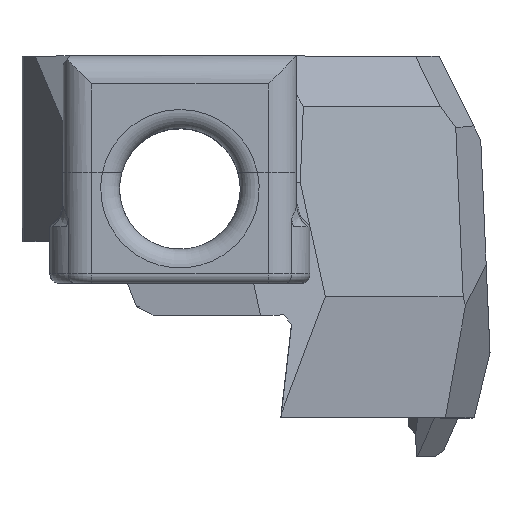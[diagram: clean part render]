
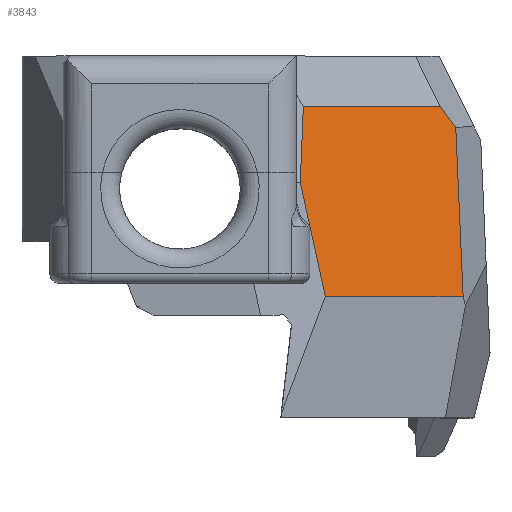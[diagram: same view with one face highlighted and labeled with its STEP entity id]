
A CAD part, top view. The second image highlights one B-rep face of the part: STEP entity #3843.
In plain terms, the highlighted planar face has unit normal (0.626, 0.07, 0.776).
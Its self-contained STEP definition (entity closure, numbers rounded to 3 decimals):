
#330=FACE_OUTER_BOUND('',#539,.T.);
#539=EDGE_LOOP('',(#2847,#2848,#2849,#2850,#2851,#2852));
#850=LINE('',#6030,#1270);
#851=LINE('',#6032,#1271);
#852=LINE('',#6034,#1272);
#853=LINE('',#6036,#1273);
#854=LINE('',#6038,#1274);
#855=LINE('',#6039,#1275);
#1270=VECTOR('',#4707,10.);
#1271=VECTOR('',#4708,10.);
#1272=VECTOR('',#4709,10.);
#1273=VECTOR('',#4710,10.);
#1274=VECTOR('',#4711,10.);
#1275=VECTOR('',#4712,10.);
#1683=VERTEX_POINT('',#6028);
#1684=VERTEX_POINT('',#6029);
#1685=VERTEX_POINT('',#6031);
#1686=VERTEX_POINT('',#6033);
#1687=VERTEX_POINT('',#6035);
#1688=VERTEX_POINT('',#6037);
#2124=EDGE_CURVE('',#1683,#1684,#850,.F.);
#2125=EDGE_CURVE('',#1685,#1683,#851,.T.);
#2126=EDGE_CURVE('',#1686,#1685,#852,.T.);
#2127=EDGE_CURVE('',#1686,#1687,#853,.F.);
#2128=EDGE_CURVE('',#1688,#1687,#854,.T.);
#2129=EDGE_CURVE('',#1684,#1688,#855,.T.);
#2847=ORIENTED_EDGE('',*,*,#2124,.F.);
#2848=ORIENTED_EDGE('',*,*,#2125,.F.);
#2849=ORIENTED_EDGE('',*,*,#2126,.F.);
#2850=ORIENTED_EDGE('',*,*,#2127,.T.);
#2851=ORIENTED_EDGE('',*,*,#2128,.F.);
#2852=ORIENTED_EDGE('',*,*,#2129,.F.);
#3685=PLANE('',#4121);
#3843=ADVANCED_FACE('',(#330),#3685,.T.);
#4121=AXIS2_PLACEMENT_3D('',#6027,#4705,#4706);
#4705=DIRECTION('center_axis',(0.626,0.07,0.776));
#4706=DIRECTION('ref_axis',(0.778,0.,-0.628));
#4707=DIRECTION('',(-0.778,0.,0.628));
#4708=DIRECTION('',(0.04,0.992,-0.121));
#4709=DIRECTION('',(-0.214,0.973,0.085));
#4710=DIRECTION('',(-0.778,0.,0.628));
#4711=DIRECTION('',(0.044,-0.998,0.054));
#4712=DIRECTION('',(0.545,-0.751,-0.372));
#6027=CARTESIAN_POINT('Origin',(30.586,26.926,116.751));
#6028=CARTESIAN_POINT('',(14.538,36.684,128.824));
#6029=CARTESIAN_POINT('',(29.016,36.684,117.141));
#6030=CARTESIAN_POINT('',(30.271,36.684,116.129));
#6031=CARTESIAN_POINT('',(14.214,28.649,129.808));
#6032=CARTESIAN_POINT('',(14.148,27.021,130.007));
#6033=CARTESIAN_POINT('',(16.868,16.572,128.751));
#6034=CARTESIAN_POINT('',(15.987,20.579,129.101));
#6035=CARTESIAN_POINT('',(31.425,16.572,117.005));
#6036=CARTESIAN_POINT('',(30.988,16.572,117.357));
#6037=CARTESIAN_POINT('',(30.645,34.439,116.029));
#6038=CARTESIAN_POINT('',(30.82,30.435,116.247));
#6039=CARTESIAN_POINT('',(31.068,33.856,115.74));
